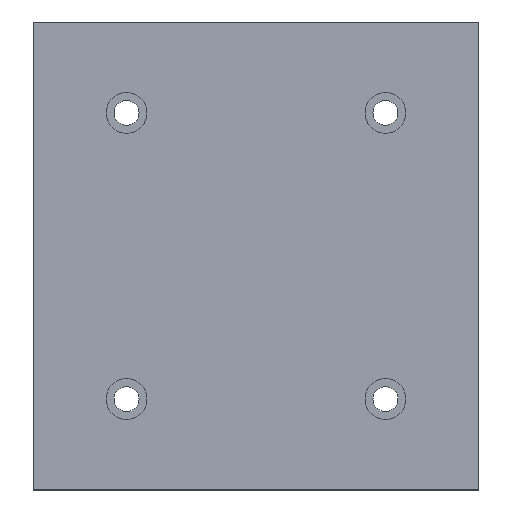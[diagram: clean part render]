
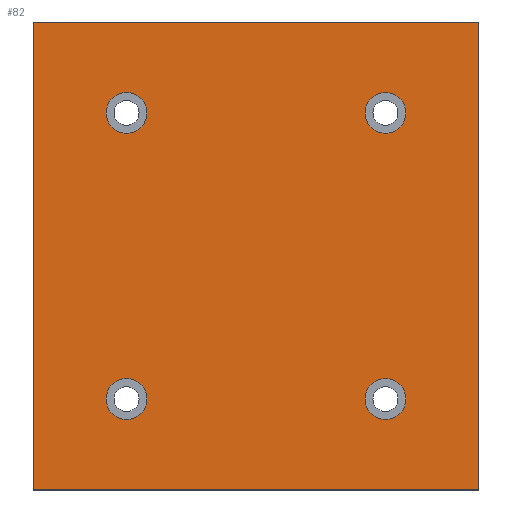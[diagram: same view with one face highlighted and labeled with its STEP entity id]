
A CAD part, top view. The second image highlights one B-rep face of the part: STEP entity #82.
In plain terms, the highlighted planar face has unit normal (0, 0, 1).
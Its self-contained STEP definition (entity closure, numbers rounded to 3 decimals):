
#82 = ADVANCED_FACE( '', ( #111, #112, #113, #114, #115 ), #116, .F. );
#111 = FACE_BOUND( '', #167, .T. );
#112 = FACE_BOUND( '', #168, .T. );
#113 = FACE_BOUND( '', #169, .T. );
#114 = FACE_BOUND( '', #170, .T. );
#115 = FACE_OUTER_BOUND( '', #171, .T. );
#116 = PLANE( '', #172 );
#167 = EDGE_LOOP( '', ( #248 ) );
#168 = EDGE_LOOP( '', ( #249 ) );
#169 = EDGE_LOOP( '', ( #250 ) );
#170 = EDGE_LOOP( '', ( #251 ) );
#171 = EDGE_LOOP( '', ( #252, #253, #254, #255 ) );
#172 = AXIS2_PLACEMENT_3D( '', #256, #257, #258 );
#248 = ORIENTED_EDGE( '', *, *, #335, .T. );
#249 = ORIENTED_EDGE( '', *, *, #336, .T. );
#250 = ORIENTED_EDGE( '', *, *, #337, .T. );
#251 = ORIENTED_EDGE( '', *, *, #338, .T. );
#252 = ORIENTED_EDGE( '', *, *, #321, .T. );
#253 = ORIENTED_EDGE( '', *, *, #331, .T. );
#254 = ORIENTED_EDGE( '', *, *, #333, .T. );
#255 = ORIENTED_EDGE( '', *, *, #334, .T. );
#256 = CARTESIAN_POINT( '', ( 98., 103., 27. ) );
#257 = DIRECTION( '', ( 0., 0., -1. ) );
#258 = DIRECTION( '', ( -1., 0., 0. ) );
#321 = EDGE_CURVE( '', #352, #350, #353, .T. );
#331 = EDGE_CURVE( '', #350, #368, #370, .T. );
#333 = EDGE_CURVE( '', #368, #371, #373, .T. );
#334 = EDGE_CURVE( '', #371, #352, #374, .T. );
#335 = EDGE_CURVE( '', #375, #375, #376, .T. );
#336 = EDGE_CURVE( '', #377, #377, #378, .T. );
#337 = EDGE_CURVE( '', #379, #379, #380, .T. );
#338 = EDGE_CURVE( '', #381, #381, #382, .T. );
#350 = VERTEX_POINT( '', #403 );
#352 = VERTEX_POINT( '', #406 );
#353 = LINE( '', #407, #408 );
#368 = VERTEX_POINT( '', #427 );
#370 = LINE( '', #430, #431 );
#371 = VERTEX_POINT( '', #432 );
#373 = LINE( '', #435, #436 );
#374 = LINE( '', #437, #438 );
#375 = VERTEX_POINT( '', #439 );
#376 = CIRCLE( '', #440, 9. );
#377 = VERTEX_POINT( '', #441 );
#378 = CIRCLE( '', #442, 9. );
#379 = VERTEX_POINT( '', #443 );
#380 = CIRCLE( '', #444, 9. );
#381 = VERTEX_POINT( '', #445 );
#382 = CIRCLE( '', #446, 9. );
#403 = CARTESIAN_POINT( '', ( -98., 103., 27. ) );
#406 = CARTESIAN_POINT( '', ( 98., 103., 27. ) );
#407 = CARTESIAN_POINT( '', ( 98., 103., 27. ) );
#408 = VECTOR( '', #465, 1000. );
#427 = CARTESIAN_POINT( '', ( -98., -103., 27. ) );
#430 = CARTESIAN_POINT( '', ( -98., 103., 27. ) );
#431 = VECTOR( '', #483, 1000. );
#432 = CARTESIAN_POINT( '', ( 98., -103., 27. ) );
#435 = CARTESIAN_POINT( '', ( -98., -103., 27. ) );
#436 = VECTOR( '', #485, 1000. );
#437 = CARTESIAN_POINT( '', ( 98., -103., 27. ) );
#438 = VECTOR( '', #486, 1000. );
#439 = CARTESIAN_POINT( '', ( -57., 54., 27. ) );
#440 = AXIS2_PLACEMENT_3D( '', #487, #488, #489 );
#441 = CARTESIAN_POINT( '', ( 57., 54., 27. ) );
#442 = AXIS2_PLACEMENT_3D( '', #490, #491, #492 );
#443 = CARTESIAN_POINT( '', ( 57., -72., 27. ) );
#444 = AXIS2_PLACEMENT_3D( '', #493, #494, #495 );
#445 = CARTESIAN_POINT( '', ( -57., -72., 27. ) );
#446 = AXIS2_PLACEMENT_3D( '', #496, #497, #498 );
#465 = DIRECTION( '', ( -1., 0., 0. ) );
#483 = DIRECTION( '', ( 0., -1., 0. ) );
#485 = DIRECTION( '', ( 1., 0., 0. ) );
#486 = DIRECTION( '', ( 0., 1., 0. ) );
#487 = CARTESIAN_POINT( '', ( -57., 63., 27. ) );
#488 = DIRECTION( '', ( 0., 0., -1. ) );
#489 = DIRECTION( '', ( 0., -1., 0. ) );
#490 = CARTESIAN_POINT( '', ( 57., 63., 27. ) );
#491 = DIRECTION( '', ( 0., 0., -1. ) );
#492 = DIRECTION( '', ( 0., -1., 0. ) );
#493 = CARTESIAN_POINT( '', ( 57., -63., 27. ) );
#494 = DIRECTION( '', ( 0., 0., -1. ) );
#495 = DIRECTION( '', ( 0., -1., 0. ) );
#496 = CARTESIAN_POINT( '', ( -57., -63., 27. ) );
#497 = DIRECTION( '', ( 0., 0., -1. ) );
#498 = DIRECTION( '', ( 0., -1., 0. ) );
